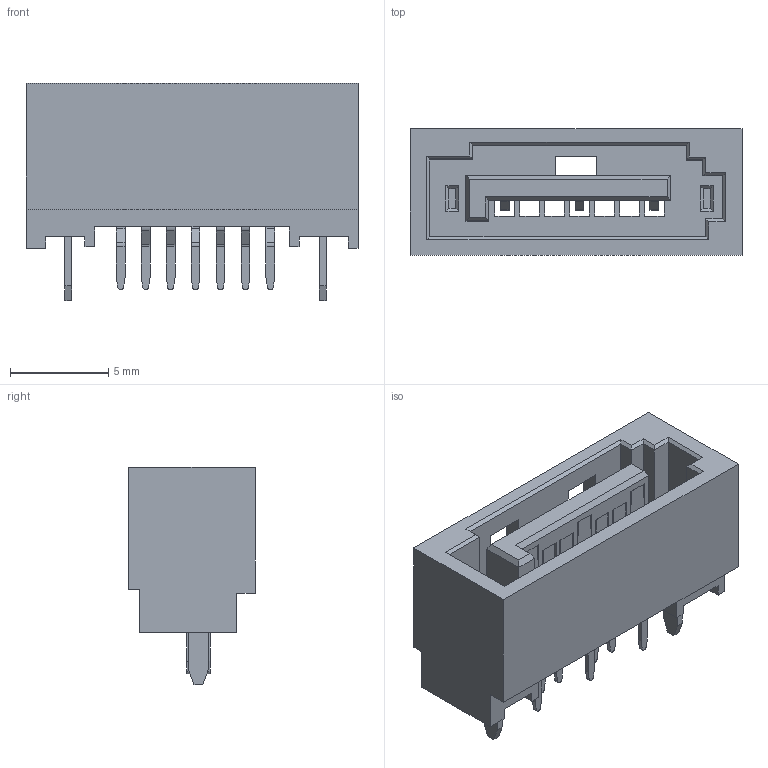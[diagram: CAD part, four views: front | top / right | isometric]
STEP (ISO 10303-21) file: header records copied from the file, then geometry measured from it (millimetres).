
FILE_DESCRIPTION(('FreeCAD Model'),'2;1');
FILE_NAME('SATA_7_VERT.step' ,'2019-01-30T16:47:39',('kicad StepUp'),('ksu MCAD'), 'Open CASCADE STEP processor 6.9','FreeCAD','Unknown');
FILE_SCHEMA(('AUTOMOTIVE_DESIGN_CC2 { 1 2 10303 214 -1 1 5 4 }'));
Length unit declared in the file: millimetre
Products named in the file (1): SATA_7_VERT
Bounding box: 16.9 x 6.45 x 11.05 mm (x, y, z)
Volume: 469.4 mm3; surface area: 1162.4 mm2
Topology: 10 solids, 10 shells, 309 faces, 870 edges, 570 vertices
Faces by surface type: plane 274, cylinder 35
Entity records: 9926 total; most frequent: CARTESIAN_POINT 1750, ORIENTED_EDGE 1740, DIRECTION 1560, EDGE_CURVE 870, LINE 800, VECTOR 800, VERTEX_POINT 570, AXIS2_PLACEMENT_3D 380
